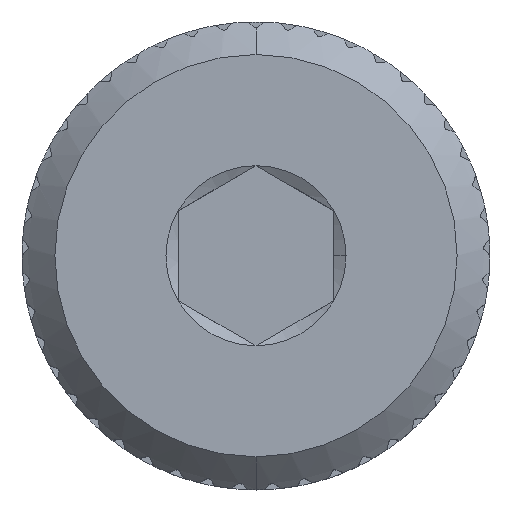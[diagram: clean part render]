
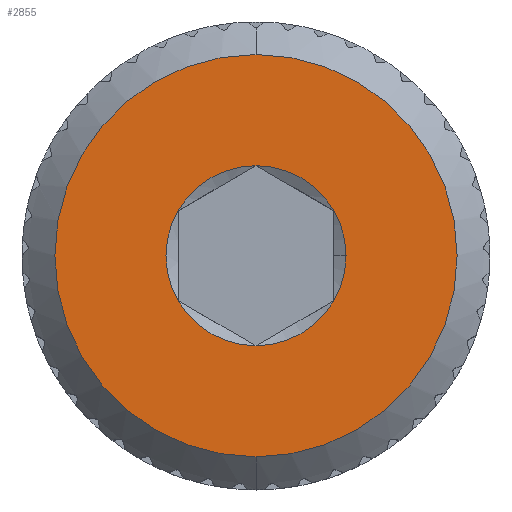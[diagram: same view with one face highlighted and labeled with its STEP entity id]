
A CAD part, top view. The second image highlights one B-rep face of the part: STEP entity #2855.
In plain terms, the highlighted planar face has unit normal (0, 0, 1).
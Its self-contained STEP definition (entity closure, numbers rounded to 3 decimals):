
#477 = FACE_OUTER_BOUND ( 'NONE', #924, .T. ) ;
#533 = CARTESIAN_POINT ( 'NONE',  ( 0., 0., 21.5 ) ) ;
#558 = AXIS2_PLACEMENT_3D ( 'NONE', #4046, #2379, #3600 ) ;
#632 = DIRECTION ( 'NONE',  ( 0., 0., 1. ) ) ;
#701 = DIRECTION ( 'NONE',  ( 0., 0., -1. ) ) ;
#825 = ORIENTED_EDGE ( 'NONE', *, *, #7143, .F. ) ;
#838 = ORIENTED_EDGE ( 'NONE', *, *, #6176, .F. ) ;
#924 = EDGE_LOOP ( 'NONE', ( #825, #4920 ) ) ;
#937 = ORIENTED_EDGE ( 'NONE', *, *, #6451, .F. ) ;
#1136 = DIRECTION ( 'NONE',  ( 0., 1., 0. ) ) ;
#1172 = CIRCLE ( 'NONE', #3396, 7.74 ) ;
#1218 = CARTESIAN_POINT ( 'NONE',  ( 0., 3.464, 21.5 ) ) ;
#1264 = CARTESIAN_POINT ( 'NONE',  ( 0., 0., 21.5 ) ) ;
#1302 = VERTEX_POINT ( 'NONE', #6771 ) ;
#1323 = CARTESIAN_POINT ( 'NONE',  ( 0., 0., 21.5 ) ) ;
#1496 = CIRCLE ( 'NONE', #8216, 3.464 ) ;
#1569 = AXIS2_PLACEMENT_3D ( 'NONE', #2685, #2700, #7691 ) ;
#1964 = FACE_BOUND ( 'NONE', #4596, .T. ) ;
#2348 = EDGE_CURVE ( 'NONE', #8108, #5251, #7421, .T. ) ;
#2379 = DIRECTION ( 'NONE',  ( 0., 0., 1. ) ) ;
#2405 = DIRECTION ( 'NONE',  ( 1., 0., 0. ) ) ;
#2455 = VERTEX_POINT ( 'NONE', #6748 ) ;
#2685 = CARTESIAN_POINT ( 'NONE',  ( 0., 0., 21.5 ) ) ;
#2700 = DIRECTION ( 'NONE',  ( 0., 0., 1. ) ) ;
#2855 = ADVANCED_FACE ( 'NONE', ( #1964, #477 ), #2922, .T. ) ;
#2922 = PLANE ( 'NONE',  #7861 ) ;
#2983 = EDGE_CURVE ( 'NONE', #1302, #2455, #1172, .T. ) ;
#3248 = CARTESIAN_POINT ( 'NONE',  ( 0., -3.464, 21.5 ) ) ;
#3372 = AXIS2_PLACEMENT_3D ( 'NONE', #6965, #632, #4342 ) ;
#3396 = AXIS2_PLACEMENT_3D ( 'NONE', #533, #6782, #1136 ) ;
#3432 = AXIS2_PLACEMENT_3D ( 'NONE', #5990, #3493, #6636 ) ;
#3493 = DIRECTION ( 'NONE',  ( 0., 0., 1. ) ) ;
#3600 = DIRECTION ( 'NONE',  ( 1., 0., 0. ) ) ;
#3603 = VERTEX_POINT ( 'NONE', #7761 ) ;
#3645 = ORIENTED_EDGE ( 'NONE', *, *, #7992, .F. ) ;
#4046 = CARTESIAN_POINT ( 'NONE',  ( 0., 0., 21.5 ) ) ;
#4302 = VERTEX_POINT ( 'NONE', #7661 ) ;
#4342 = DIRECTION ( 'NONE',  ( 1., 0., 0. ) ) ;
#4478 = CARTESIAN_POINT ( 'NONE',  ( -3., -1.732, 21.5 ) ) ;
#4572 = EDGE_CURVE ( 'NONE', #8088, #8108, #6744, .T. ) ;
#4596 = EDGE_LOOP ( 'NONE', ( #6214, #8189, #3645, #6048, #937, #6837, #838 ) ) ;
#4920 = ORIENTED_EDGE ( 'NONE', *, *, #2983, .F. ) ;
#5080 = DIRECTION ( 'NONE',  ( 0., 0., 1. ) ) ;
#5135 = CIRCLE ( 'NONE', #7887, 7.74 ) ;
#5138 = CIRCLE ( 'NONE', #5730, 3.464 ) ;
#5251 = VERTEX_POINT ( 'NONE', #6545 ) ;
#5271 = DIRECTION ( 'NONE',  ( 0., 1., 0. ) ) ;
#5455 = DIRECTION ( 'NONE',  ( 0., 0., 1. ) ) ;
#5561 = DIRECTION ( 'NONE',  ( 0., 0., 1. ) ) ;
#5730 = AXIS2_PLACEMENT_3D ( 'NONE', #1264, #8198, #6297 ) ;
#5906 = EDGE_CURVE ( 'NONE', #6207, #7788, #6353, .T. ) ;
#5990 = CARTESIAN_POINT ( 'NONE',  ( 0., 0., 21.5 ) ) ;
#6048 = ORIENTED_EDGE ( 'NONE', *, *, #5906, .F. ) ;
#6096 = DIRECTION ( 'NONE',  ( 0., -1., 0. ) ) ;
#6143 = CIRCLE ( 'NONE', #1569, 3.464 ) ;
#6176 = EDGE_CURVE ( 'NONE', #5251, #3603, #6745, .T. ) ;
#6196 = CARTESIAN_POINT ( 'NONE',  ( 0., 0., 21.5 ) ) ;
#6207 = VERTEX_POINT ( 'NONE', #1218 ) ;
#6214 = ORIENTED_EDGE ( 'NONE', *, *, #2348, .F. ) ;
#6297 = DIRECTION ( 'NONE',  ( 1., 0., 0. ) ) ;
#6353 = CIRCLE ( 'NONE', #558, 3.464 ) ;
#6372 = CARTESIAN_POINT ( 'NONE',  ( 0., 0., 21.5 ) ) ;
#6451 = EDGE_CURVE ( 'NONE', #4302, #6207, #6143, .T. ) ;
#6545 = CARTESIAN_POINT ( 'NONE',  ( 3., -1.732, 21.5 ) ) ;
#6588 = EDGE_CURVE ( 'NONE', #3603, #4302, #1496, .T. ) ;
#6636 = DIRECTION ( 'NONE',  ( 1., 0., 0. ) ) ;
#6744 = CIRCLE ( 'NONE', #8054, 3.464 ) ;
#6745 = CIRCLE ( 'NONE', #3372, 3.464 ) ;
#6748 = CARTESIAN_POINT ( 'NONE',  ( 0., 7.74, 21.5 ) ) ;
#6771 = CARTESIAN_POINT ( 'NONE',  ( 0., -7.74, 21.5 ) ) ;
#6782 = DIRECTION ( 'NONE',  ( 0., 0., -1. ) ) ;
#6837 = ORIENTED_EDGE ( 'NONE', *, *, #6588, .F. ) ;
#6965 = CARTESIAN_POINT ( 'NONE',  ( 0., 0., 21.5 ) ) ;
#7143 = EDGE_CURVE ( 'NONE', #2455, #1302, #5135, .T. ) ;
#7270 = CARTESIAN_POINT ( 'NONE',  ( -3., 1.732, 21.5 ) ) ;
#7376 = CARTESIAN_POINT ( 'NONE',  ( 0., 0., 21.5 ) ) ;
#7421 = CIRCLE ( 'NONE', #3432, 3.464 ) ;
#7661 = CARTESIAN_POINT ( 'NONE',  ( 3., 1.732, 21.5 ) ) ;
#7672 = DIRECTION ( 'NONE',  ( 1., 0., 0. ) ) ;
#7691 = DIRECTION ( 'NONE',  ( 1., 0., 0. ) ) ;
#7761 = CARTESIAN_POINT ( 'NONE',  ( 3.464, 0., 21.5 ) ) ;
#7788 = VERTEX_POINT ( 'NONE', #7270 ) ;
#7861 = AXIS2_PLACEMENT_3D ( 'NONE', #7376, #5455, #6096 ) ;
#7887 = AXIS2_PLACEMENT_3D ( 'NONE', #6372, #701, #5271 ) ;
#7992 = EDGE_CURVE ( 'NONE', #7788, #8088, #5138, .T. ) ;
#8054 = AXIS2_PLACEMENT_3D ( 'NONE', #6196, #5561, #2405 ) ;
#8088 = VERTEX_POINT ( 'NONE', #4478 ) ;
#8108 = VERTEX_POINT ( 'NONE', #3248 ) ;
#8189 = ORIENTED_EDGE ( 'NONE', *, *, #4572, .F. ) ;
#8198 = DIRECTION ( 'NONE',  ( 0., 0., 1. ) ) ;
#8216 = AXIS2_PLACEMENT_3D ( 'NONE', #1323, #5080, #7672 ) ;
